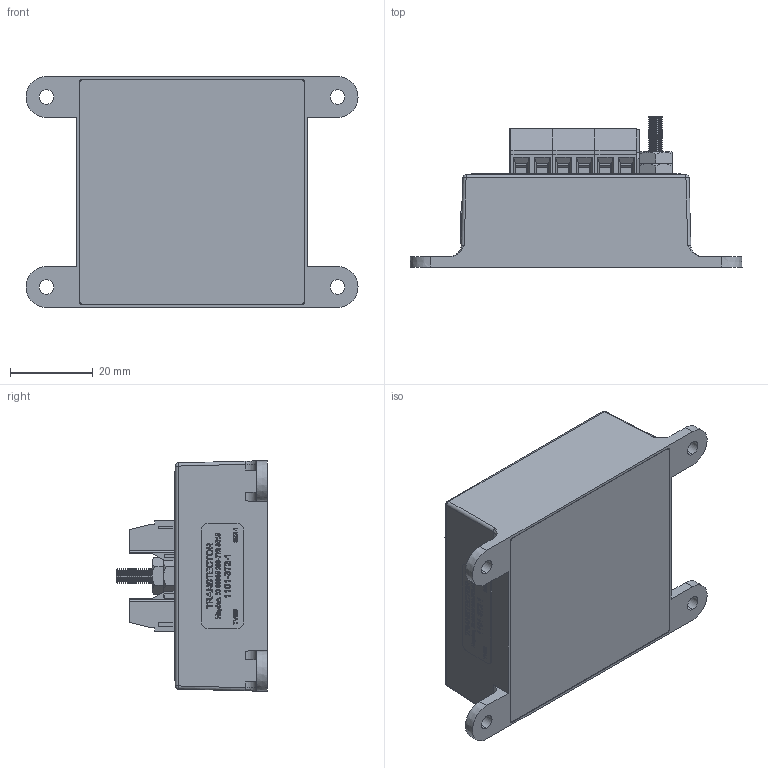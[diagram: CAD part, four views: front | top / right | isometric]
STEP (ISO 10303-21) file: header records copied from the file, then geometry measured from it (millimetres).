
FILE_DESCRIPTION (( 'STEP AP214' ), '1' );
FILE_NAME ('1101-372-1-E.STEP', '2019-01-17T17:41:34', ( '' ), ( '' ), 'SwSTEP 2.0', 'SolidWorks 2018', '' );
FILE_SCHEMA (( 'AUTOMOTIVE_DESIGN' ));
Length unit declared in the file: inch
Products named in the file (37): 2107-105; 2105-243; 2103-057; 2001-049; 1101-372-1-E; 2100-006; 3800-175; 2200-241; 2250-539-1; 8050-311^1101-372-1; 2003-1117; 2001-050; 2021-167; 2003-992-1
Assembly tree (19 placements, depth 3):
  2107-105
  2103-057
  1101-372-1-E
    2021-167
      2001-050
    2250-539-1
      2200-241
      2105-243
      3800-175
      2105-243
      2105-243
      2105-243
      2105-243
      2105-243
    2107-105  x2
    2103-057
    2100-006  x2
    2001-049
    2003-992-1
    2003-1117
  2107-105
  2100-006
Bounding box: 80.37 x 36.6 x 55.88 mm (x, y, z)
Volume: 32318.1 mm3; surface area: 44136.2 mm2
Topology: 53 solids, 53 shells, 4075 faces, 10943 edges, 7156 vertices
Faces by surface type: plane 2711, bspline 803, cylinder 369, cone 184, sphere 4, torus 4
Entity records: 174487 total; most frequent: CARTESIAN_POINT 51402, ORIENTED_EDGE 21618, DIRECTION 16380, EDGE_CURVE 10809, VECTOR 8280, LINE 8280, VERTEX_POINT 7084, EDGE_LOOP 4409
